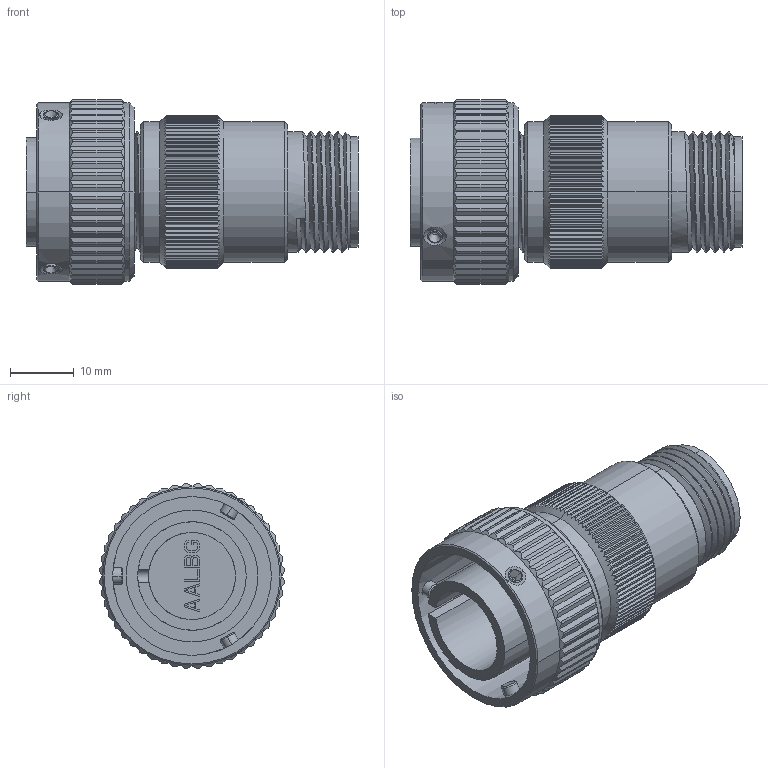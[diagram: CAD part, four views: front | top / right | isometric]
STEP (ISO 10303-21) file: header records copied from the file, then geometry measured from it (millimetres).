
FILE_DESCRIPTION((''),'2;1');
FILE_NAME('VG95234H-14_SW0001','2023-03-28T09:15:54',('paultorloting'),('NET AG system integration'),'CREO PARAMETRIC BY PTC INC, 2021404','CREO PARAMETRIC BY PTC INC, 2021404','');
FILE_SCHEMA(('AUTOMOTIVE_DESIGN { 1 0 10303 214 1 1 1 1 }'));
Length unit declared in the file: millimetre
Products named in the file (1): VG95234H-14_SW0001
Bounding box: 51.89 x 28.84 x 28.84 mm (x, y, z)
Volume: 15864.2 mm3; surface area: 8883.4 mm2
Topology: 1 solids, 1 shells, 814 faces, 2271 edges, 1487 vertices
Faces by surface type: plane 539, cylinder 206, cone 50, bspline 13, torus 6
Entity records: 40412 total; most frequent: CARTESIAN_POINT 16556, ORIENTED_EDGE 4530, DIRECTION 3645, EDGE_CURVE 2265, VERTEX_POINT 1487, VECTOR 1216, LINE 1216, AXIS2_PLACEMENT_3D 1213
